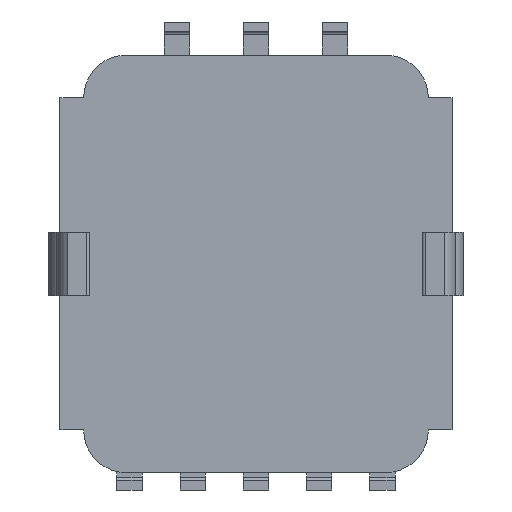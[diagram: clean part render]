
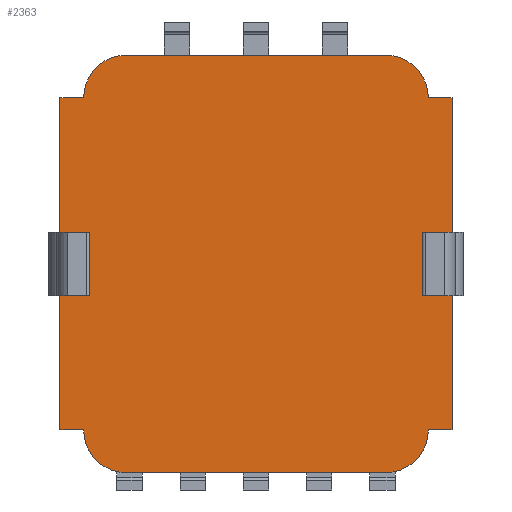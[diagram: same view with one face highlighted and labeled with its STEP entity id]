
A CAD part, front view. The second image highlights one B-rep face of the part: STEP entity #2363.
In plain terms, the highlighted planar face has unit normal (0, -1, 0).
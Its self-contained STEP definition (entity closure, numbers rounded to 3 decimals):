
#91 = VERTEX_POINT ( 'NONE', #3466 ) ;
#110 = CARTESIAN_POINT ( 'NONE',  ( 5.45, 0., -5.25 ) ) ;
#164 = VERTEX_POINT ( 'NONE', #4225 ) ;
#166 = VERTEX_POINT ( 'NONE', #3520 ) ;
#171 = LINE ( 'NONE', #1351, #5898 ) ;
#179 = CARTESIAN_POINT ( 'NONE',  ( -6.2, 0., 5.25 ) ) ;
#230 = LINE ( 'NONE', #5156, #7042 ) ;
#250 = DIRECTION ( 'NONE',  ( 0., -1., 0. ) ) ;
#261 = ORIENTED_EDGE ( 'NONE', *, *, #2904, .T. ) ;
#263 = DIRECTION ( 'NONE',  ( 0., 0., 1. ) ) ;
#418 = CARTESIAN_POINT ( 'NONE',  ( 6.2, 0., 5.25 ) ) ;
#629 = AXIS2_PLACEMENT_3D ( 'NONE', #6625, #5230, #7376 ) ;
#638 = CARTESIAN_POINT ( 'NONE',  ( -4.1, 0., -6.6 ) ) ;
#642 = DIRECTION ( 'NONE',  ( -1., 0., 0. ) ) ;
#820 = CARTESIAN_POINT ( 'NONE',  ( 4.1, 0., 6.6 ) ) ;
#942 = EDGE_LOOP ( 'NONE', ( #5233, #4903, #8380, #261, #6362, #4995, #2376, #6768, #8369, #8181, #6703, #3701, #2261, #1144, #1688, #6292 ) ) ;
#1000 = LINE ( 'NONE', #8797, #8750 ) ;
#1144 = ORIENTED_EDGE ( 'NONE', *, *, #6734, .F. ) ;
#1217 = CARTESIAN_POINT ( 'NONE',  ( -5.45, 0., -5.25 ) ) ;
#1269 = CARTESIAN_POINT ( 'NONE',  ( -6.2, 0., -7.15 ) ) ;
#1292 = EDGE_CURVE ( 'NONE', #5340, #5692, #1809, .T. ) ;
#1351 = CARTESIAN_POINT ( 'NONE',  ( -6.2, 0., 6.6 ) ) ;
#1583 = EDGE_CURVE ( 'NONE', #5469, #5340, #8293, .T. ) ;
#1688 = ORIENTED_EDGE ( 'NONE', *, *, #8257, .F. ) ;
#1750 = VECTOR ( 'NONE', #2324, 1000. ) ;
#1751 = VERTEX_POINT ( 'NONE', #638 ) ;
#1809 = LINE ( 'NONE', #179, #2750 ) ;
#2020 = VECTOR ( 'NONE', #6053, 1000. ) ;
#2027 = DIRECTION ( 'NONE',  ( 0., 1., 0. ) ) ;
#2036 = DIRECTION ( 'NONE',  ( 0., 0., 1. ) ) ;
#2093 = CARTESIAN_POINT ( 'NONE',  ( -6.2, 0., 1. ) ) ;
#2151 = EDGE_CURVE ( 'NONE', #5382, #7231, #7114, .T. ) ;
#2175 = CARTESIAN_POINT ( 'NONE',  ( 6.2, 0., -1. ) ) ;
#2205 = EDGE_CURVE ( 'NONE', #3125, #5804, #4840, .T. ) ;
#2229 = DIRECTION ( 'NONE',  ( 0., 0., -1. ) ) ;
#2261 = ORIENTED_EDGE ( 'NONE', *, *, #8361, .F. ) ;
#2324 = DIRECTION ( 'NONE',  ( 1., 0., 0. ) ) ;
#2363 = ADVANCED_FACE ( 'NONE', ( #7003 ), #7271, .F. ) ;
#2376 = ORIENTED_EDGE ( 'NONE', *, *, #3181, .F. ) ;
#2463 = CARTESIAN_POINT ( 'NONE',  ( 6.2, 0., 6.6 ) ) ;
#2750 = VECTOR ( 'NONE', #4313, 1000. ) ;
#2766 = DIRECTION ( 'NONE',  ( 0., 0., 1. ) ) ;
#2875 = EDGE_CURVE ( 'NONE', #6618, #1751, #7995, .T. ) ;
#2904 = EDGE_CURVE ( 'NONE', #5804, #7231, #5746, .T. ) ;
#2941 = EDGE_CURVE ( 'NONE', #6730, #6618, #7253, .T. ) ;
#2987 = DIRECTION ( 'NONE',  ( -1., 0., 0. ) ) ;
#3125 = VERTEX_POINT ( 'NONE', #7086 ) ;
#3181 = EDGE_CURVE ( 'NONE', #164, #5288, #230, .T. ) ;
#3184 = DIRECTION ( 'NONE',  ( 0., 0., 1. ) ) ;
#3382 = CARTESIAN_POINT ( 'NONE',  ( 6.2, 0., -5.25 ) ) ;
#3466 = CARTESIAN_POINT ( 'NONE',  ( 5.45, 0., 5.25 ) ) ;
#3507 = CARTESIAN_POINT ( 'NONE',  ( -6.2, 0., 6.6 ) ) ;
#3520 = CARTESIAN_POINT ( 'NONE',  ( -6.2, 0., -1. ) ) ;
#3701 = ORIENTED_EDGE ( 'NONE', *, *, #1292, .T. ) ;
#3858 = CARTESIAN_POINT ( 'NONE',  ( 4.1, 0., 5.25 ) ) ;
#3875 = VECTOR ( 'NONE', #263, 1000. ) ;
#3908 = DIRECTION ( 'NONE',  ( 0., 0., -1. ) ) ;
#4124 = CARTESIAN_POINT ( 'NONE',  ( 6.2, 0., 1. ) ) ;
#4225 = CARTESIAN_POINT ( 'NONE',  ( 6.2, 0., 5.25 ) ) ;
#4239 = LINE ( 'NONE', #1269, #2020 ) ;
#4313 = DIRECTION ( 'NONE',  ( -1., 0., 0. ) ) ;
#4707 = DIRECTION ( 'NONE',  ( 0., 0., 1. ) ) ;
#4810 = VERTEX_POINT ( 'NONE', #820 ) ;
#4840 = CIRCLE ( 'NONE', #629, 1.35 ) ;
#4903 = ORIENTED_EDGE ( 'NONE', *, *, #6889, .F. ) ;
#4995 = ORIENTED_EDGE ( 'NONE', *, *, #5309, .T. ) ;
#5108 = VECTOR ( 'NONE', #5656, 1000. ) ;
#5156 = CARTESIAN_POINT ( 'NONE',  ( 6.2, 0., 6.6 ) ) ;
#5230 = DIRECTION ( 'NONE',  ( 0., -1., 0. ) ) ;
#5233 = ORIENTED_EDGE ( 'NONE', *, *, #2875, .T. ) ;
#5288 = VERTEX_POINT ( 'NONE', #4124 ) ;
#5309 = EDGE_CURVE ( 'NONE', #5382, #5288, #1000, .T. ) ;
#5329 = DIRECTION ( 'NONE',  ( 0., -1., 0. ) ) ;
#5340 = VERTEX_POINT ( 'NONE', #6245 ) ;
#5382 = VERTEX_POINT ( 'NONE', #2175 ) ;
#5390 = VECTOR ( 'NONE', #2987, 1000. ) ;
#5411 = AXIS2_PLACEMENT_3D ( 'NONE', #3858, #5329, #3908 ) ;
#5421 = CARTESIAN_POINT ( 'NONE',  ( -4.1, 0., -5.25 ) ) ;
#5469 = VERTEX_POINT ( 'NONE', #7172 ) ;
#5495 = EDGE_CURVE ( 'NONE', #164, #91, #8737, .T. ) ;
#5506 = LINE ( 'NONE', #6392, #5390 ) ;
#5656 = DIRECTION ( 'NONE',  ( 1., 0., 0. ) ) ;
#5692 = VERTEX_POINT ( 'NONE', #7569 ) ;
#5746 = LINE ( 'NONE', #3382, #5108 ) ;
#5804 = VERTEX_POINT ( 'NONE', #110 ) ;
#5898 = VECTOR ( 'NONE', #2036, 1000. ) ;
#6053 = DIRECTION ( 'NONE',  ( 0., 0., 1. ) ) ;
#6185 = CARTESIAN_POINT ( 'NONE',  ( 6.2, 0., -5.25 ) ) ;
#6187 = VECTOR ( 'NONE', #7608, 1000. ) ;
#6245 = CARTESIAN_POINT ( 'NONE',  ( -5.45, 0., 5.25 ) ) ;
#6292 = ORIENTED_EDGE ( 'NONE', *, *, #2941, .T. ) ;
#6362 = ORIENTED_EDGE ( 'NONE', *, *, #2151, .F. ) ;
#6392 = CARTESIAN_POINT ( 'NONE',  ( 6.2, 0., -6.6 ) ) ;
#6577 = DIRECTION ( 'NONE',  ( 0., -1., 0. ) ) ;
#6601 = CARTESIAN_POINT ( 'NONE',  ( -4.1, 0., 5.25 ) ) ;
#6618 = VERTEX_POINT ( 'NONE', #1217 ) ;
#6625 = CARTESIAN_POINT ( 'NONE',  ( 4.1, 0., -5.25 ) ) ;
#6650 = EDGE_CURVE ( 'NONE', #91, #4810, #7782, .T. ) ;
#6703 = ORIENTED_EDGE ( 'NONE', *, *, #1583, .T. ) ;
#6730 = VERTEX_POINT ( 'NONE', #6785 ) ;
#6734 = EDGE_CURVE ( 'NONE', #166, #8292, #4239, .T. ) ;
#6768 = ORIENTED_EDGE ( 'NONE', *, *, #5495, .T. ) ;
#6770 = CARTESIAN_POINT ( 'NONE',  ( 0., 0., 0. ) ) ;
#6785 = CARTESIAN_POINT ( 'NONE',  ( -6.2, 0., -5.25 ) ) ;
#6848 = AXIS2_PLACEMENT_3D ( 'NONE', #5421, #250, #2229 ) ;
#6889 = EDGE_CURVE ( 'NONE', #3125, #1751, #5506, .T. ) ;
#6902 = VECTOR ( 'NONE', #8538, 1000. ) ;
#6909 = CARTESIAN_POINT ( 'NONE',  ( -6.2, 0., -5.25 ) ) ;
#7003 = FACE_OUTER_BOUND ( 'NONE', #942, .T. ) ;
#7042 = VECTOR ( 'NONE', #8557, 1000. ) ;
#7086 = CARTESIAN_POINT ( 'NONE',  ( 4.1, 0., -6.6 ) ) ;
#7114 = LINE ( 'NONE', #2463, #6902 ) ;
#7172 = CARTESIAN_POINT ( 'NONE',  ( -4.1, 0., 6.6 ) ) ;
#7231 = VERTEX_POINT ( 'NONE', #6185 ) ;
#7253 = LINE ( 'NONE', #6909, #6187 ) ;
#7271 = PLANE ( 'NONE',  #7474 ) ;
#7376 = DIRECTION ( 'NONE',  ( 0., 0., 1. ) ) ;
#7390 = LINE ( 'NONE', #7780, #1750 ) ;
#7474 = AXIS2_PLACEMENT_3D ( 'NONE', #6770, #2027, #4707 ) ;
#7569 = CARTESIAN_POINT ( 'NONE',  ( -6.2, 0., 5.25 ) ) ;
#7608 = DIRECTION ( 'NONE',  ( 1., 0., 0. ) ) ;
#7780 = CARTESIAN_POINT ( 'NONE',  ( 6.2, 0., 6.6 ) ) ;
#7782 = CIRCLE ( 'NONE', #5411, 1.35 ) ;
#7995 = CIRCLE ( 'NONE', #6848, 1.35 ) ;
#8037 = LINE ( 'NONE', #3507, #3875 ) ;
#8181 = ORIENTED_EDGE ( 'NONE', *, *, #8526, .F. ) ;
#8257 = EDGE_CURVE ( 'NONE', #6730, #166, #171, .T. ) ;
#8292 = VERTEX_POINT ( 'NONE', #2093 ) ;
#8293 = CIRCLE ( 'NONE', #8810, 1.35 ) ;
#8361 = EDGE_CURVE ( 'NONE', #8292, #5692, #8037, .T. ) ;
#8369 = ORIENTED_EDGE ( 'NONE', *, *, #6650, .T. ) ;
#8380 = ORIENTED_EDGE ( 'NONE', *, *, #2205, .T. ) ;
#8432 = VECTOR ( 'NONE', #642, 1000. ) ;
#8526 = EDGE_CURVE ( 'NONE', #5469, #4810, #7390, .T. ) ;
#8538 = DIRECTION ( 'NONE',  ( 0., 0., -1. ) ) ;
#8557 = DIRECTION ( 'NONE',  ( 0., 0., -1. ) ) ;
#8737 = LINE ( 'NONE', #418, #8432 ) ;
#8750 = VECTOR ( 'NONE', #2766, 1000. ) ;
#8797 = CARTESIAN_POINT ( 'NONE',  ( 6.2, 0., -7.15 ) ) ;
#8810 = AXIS2_PLACEMENT_3D ( 'NONE', #6601, #6577, #3184 ) ;
